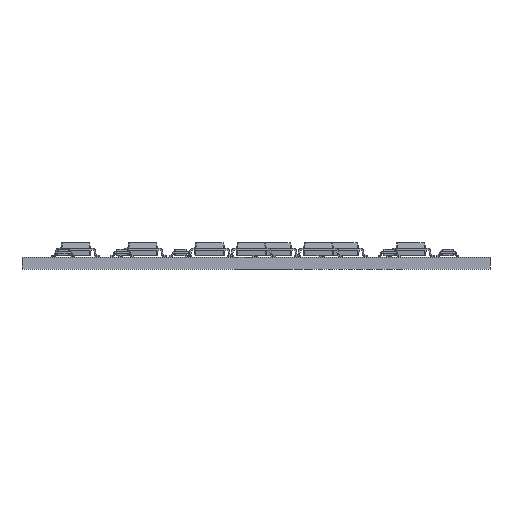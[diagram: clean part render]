
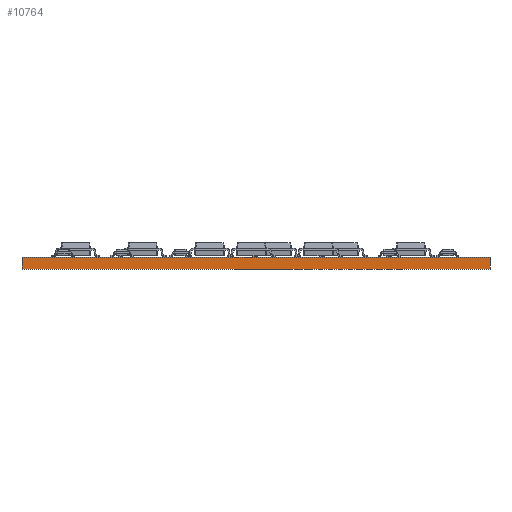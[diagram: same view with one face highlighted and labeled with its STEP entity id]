
A CAD part, front view. The second image highlights one B-rep face of the part: STEP entity #10764.
In plain terms, the highlighted planar face has unit normal (0, -1, 0).
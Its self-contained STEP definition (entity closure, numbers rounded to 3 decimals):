
#10764 = ADVANCED_FACE('',(#10765),#10799,.T.);
#10765 = FACE_BOUND('',#10766,.T.);
#10766 = EDGE_LOOP('',(#10767,#10777,#10785,#10793));
#10767 = ORIENTED_EDGE('',*,*,#10768,.T.);
#10768 = EDGE_CURVE('',#10769,#10771,#10773,.T.);
#10769 = VERTEX_POINT('',#10770);
#10770 = CARTESIAN_POINT('',(163.,-163.,0.));
#10771 = VERTEX_POINT('',#10772);
#10772 = CARTESIAN_POINT('',(163.,-163.,1.51));
#10773 = LINE('',#10774,#10775);
#10774 = CARTESIAN_POINT('',(163.,-163.,0.));
#10775 = VECTOR('',#10776,1.);
#10776 = DIRECTION('',(0.,0.,1.));
#10777 = ORIENTED_EDGE('',*,*,#10778,.T.);
#10778 = EDGE_CURVE('',#10771,#10779,#10781,.T.);
#10779 = VERTEX_POINT('',#10780);
#10780 = CARTESIAN_POINT('',(104.,-163.,1.51));
#10781 = LINE('',#10782,#10783);
#10782 = CARTESIAN_POINT('',(163.,-163.,1.51));
#10783 = VECTOR('',#10784,1.);
#10784 = DIRECTION('',(-1.,0.,0.));
#10785 = ORIENTED_EDGE('',*,*,#10786,.F.);
#10786 = EDGE_CURVE('',#10787,#10779,#10789,.T.);
#10787 = VERTEX_POINT('',#10788);
#10788 = CARTESIAN_POINT('',(104.,-163.,0.));
#10789 = LINE('',#10790,#10791);
#10790 = CARTESIAN_POINT('',(104.,-163.,0.));
#10791 = VECTOR('',#10792,1.);
#10792 = DIRECTION('',(0.,0.,1.));
#10793 = ORIENTED_EDGE('',*,*,#10794,.F.);
#10794 = EDGE_CURVE('',#10769,#10787,#10795,.T.);
#10795 = LINE('',#10796,#10797);
#10796 = CARTESIAN_POINT('',(163.,-163.,0.));
#10797 = VECTOR('',#10798,1.);
#10798 = DIRECTION('',(-1.,0.,0.));
#10799 = PLANE('',#10800);
#10800 = AXIS2_PLACEMENT_3D('',#10801,#10802,#10803);
#10801 = CARTESIAN_POINT('',(163.,-163.,0.));
#10802 = DIRECTION('',(0.,-1.,0.));
#10803 = DIRECTION('',(-1.,0.,0.));
